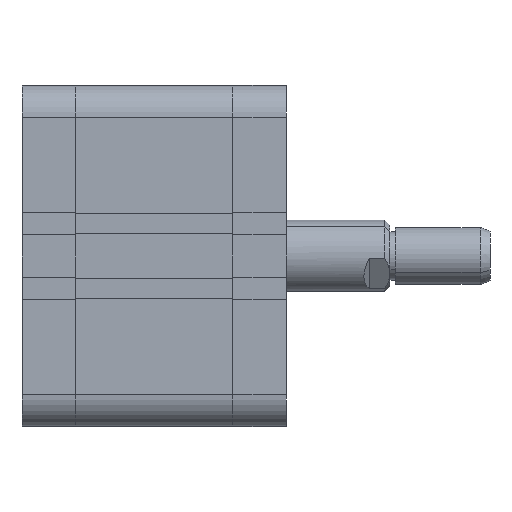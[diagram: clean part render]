
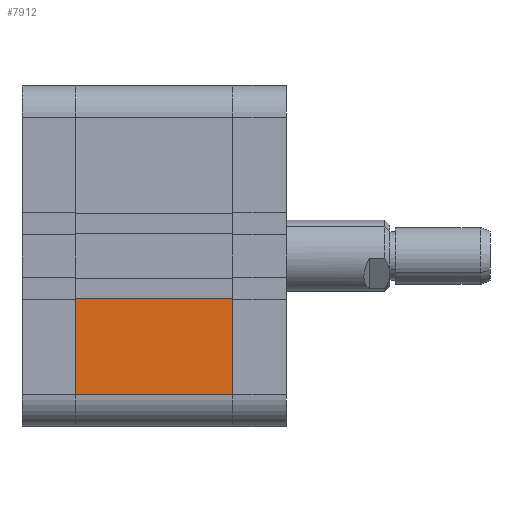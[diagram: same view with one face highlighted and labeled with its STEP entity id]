
A CAD part, front view. The second image highlights one B-rep face of the part: STEP entity #7912.
In plain terms, the highlighted planar face has unit normal (0, -1, 0).
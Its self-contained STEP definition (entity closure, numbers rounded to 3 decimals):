
#165 = DIRECTION ( 'NONE',  ( 0., 0., -1. ) ) ;
#2192 = ORIENTED_EDGE ( 'NONE', *, *, #14736, .T. ) ;
#3685 = DIRECTION ( 'NONE',  ( 1., 0., 0. ) ) ;
#3965 = EDGE_CURVE ( 'NONE', #10369, #27415, #14897, .T. ) ;
#5160 = DIRECTION ( 'NONE',  ( 0., 1., 0. ) ) ;
#5846 = LINE ( 'NONE', #29413, #25097 ) ;
#6691 = VECTOR ( 'NONE', #3685, 1000. ) ;
#6854 = ORIENTED_EDGE ( 'NONE', *, *, #33723, .T. ) ;
#7889 = DIRECTION ( 'NONE',  ( 0., 0., 1. ) ) ;
#7912 = ADVANCED_FACE ( 'NONE', ( #22527 ), #23092, .F. ) ;
#9323 = CARTESIAN_POINT ( 'NONE',  ( 44., -47.75, -38.75 ) ) ;
#10369 = VERTEX_POINT ( 'NONE', #30677 ) ;
#10603 = CARTESIAN_POINT ( 'NONE',  ( 44.001, -47.75, -11.8 ) ) ;
#11308 = ORIENTED_EDGE ( 'NONE', *, *, #3965, .T. ) ;
#11835 = DIRECTION ( 'NONE',  ( 0., 0., -1. ) ) ;
#12136 = LINE ( 'NONE', #29550, #14296 ) ;
#13666 = CARTESIAN_POINT ( 'NONE',  ( 44., -47.75, -11.8 ) ) ;
#14296 = VECTOR ( 'NONE', #165, 1000. ) ;
#14736 = EDGE_CURVE ( 'NONE', #36159, #10369, #12136, .T. ) ;
#14897 = LINE ( 'NONE', #9323, #6691 ) ;
#16829 = EDGE_LOOP ( 'NONE', ( #6854, #2192, #11308, #35803 ) ) ;
#17136 = DIRECTION ( 'NONE',  ( -1., 0., 0. ) ) ;
#18337 = CARTESIAN_POINT ( 'NONE',  ( 44., -47.75, -38.75 ) ) ;
#20013 = LINE ( 'NONE', #10603, #28890 ) ;
#22527 = FACE_OUTER_BOUND ( 'NONE', #16829, .T. ) ;
#23092 = PLANE ( 'NONE',  #34572 ) ;
#25097 = VECTOR ( 'NONE', #11835, 1000. ) ;
#27415 = VERTEX_POINT ( 'NONE', #18337 ) ;
#28890 = VECTOR ( 'NONE', #17136, 1000. ) ;
#29413 = CARTESIAN_POINT ( 'NONE',  ( 44., -47.75, -47.75 ) ) ;
#29550 = CARTESIAN_POINT ( 'NONE',  ( 0., -47.75, -47.75 ) ) ;
#29823 = VERTEX_POINT ( 'NONE', #13666 ) ;
#30619 = EDGE_CURVE ( 'NONE', #29823, #27415, #5846, .T. ) ;
#30677 = CARTESIAN_POINT ( 'NONE',  ( 0., -47.75, -38.75 ) ) ;
#31335 = CARTESIAN_POINT ( 'NONE',  ( 0., -47.75, -11.8 ) ) ;
#33723 = EDGE_CURVE ( 'NONE', #29823, #36159, #20013, .T. ) ;
#34572 = AXIS2_PLACEMENT_3D ( 'NONE', #37819, #5160, #7889 ) ;
#35803 = ORIENTED_EDGE ( 'NONE', *, *, #30619, .F. ) ;
#36159 = VERTEX_POINT ( 'NONE', #31335 ) ;
#37819 = CARTESIAN_POINT ( 'NONE',  ( 44., -47.75, -47.75 ) ) ;
